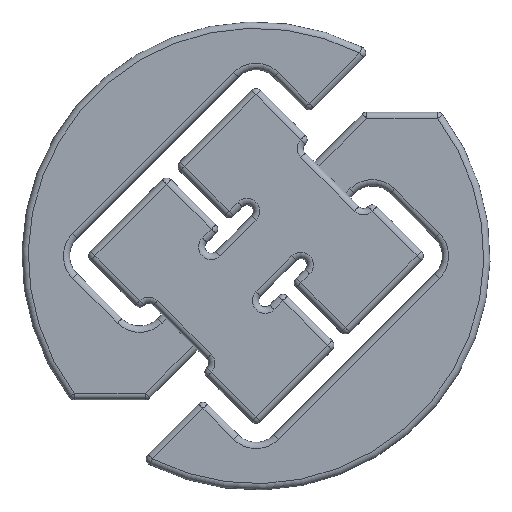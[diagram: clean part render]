
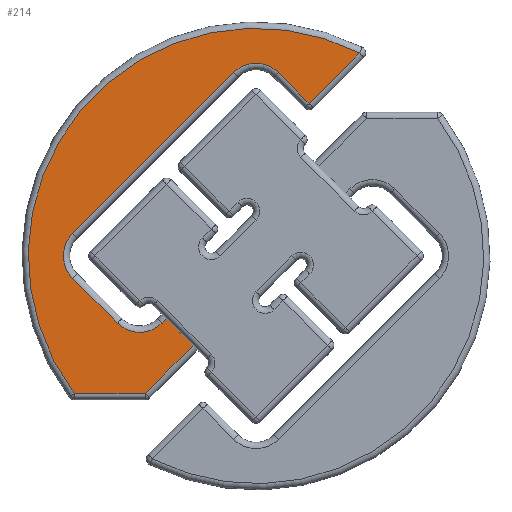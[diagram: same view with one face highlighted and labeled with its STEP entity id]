
A CAD part, top view. The second image highlights one B-rep face of the part: STEP entity #214.
In plain terms, the highlighted planar face has unit normal (0, 0, 1).
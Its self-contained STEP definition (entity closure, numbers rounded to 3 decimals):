
#62=AXIS2_PLACEMENT_3D('Circle Axis2P3D',#60,#61,$) ;
#137=AXIS2_PLACEMENT_3D('Plane Axis2P3D',#134,#135,#136) ;
#150=AXIS2_PLACEMENT_3D('Circle Axis2P3D',#148,#149,$) ;
#164=AXIS2_PLACEMENT_3D('Circle Axis2P3D',#162,#163,$) ;
#176=AXIS2_PLACEMENT_3D('Circle Axis2P3D',#174,#175,$) ;
#41=CARTESIAN_POINT('Vertex',(-8.839,72.478,20.)) ;
#57=CARTESIAN_POINT('Vertex',(8.839,72.478,20.)) ;
#60=CARTESIAN_POINT('Axis2P3D Location',(0.,63.64,20.)) ;
#81=CARTESIAN_POINT('Vertex',(-72.478,8.839,20.)) ;
#91=CARTESIAN_POINT('Line Origine',(-40.659,40.659,20.)) ;
#119=CARTESIAN_POINT('Vertex',(20.962,60.355,20.)) ;
#122=CARTESIAN_POINT('Line Origine',(40.659,40.659,20.)) ;
#134=CARTESIAN_POINT('Axis2P3D Location',(0.,0.,20.)) ;
#139=CARTESIAN_POINT('Line Origine',(-36.239,-25.633,20.)) ;
#143=CARTESIAN_POINT('Vertex',(-35.355,-24.749,20.)) ;
#145=CARTESIAN_POINT('Vertex',(-37.123,-26.517,20.)) ;
#148=CARTESIAN_POINT('Axis2P3D Location',(-45.962,-17.678,20.)) ;
#152=CARTESIAN_POINT('Vertex',(-54.801,-26.517,20.)) ;
#155=CARTESIAN_POINT('Line Origine',(-63.64,-17.678,20.)) ;
#159=CARTESIAN_POINT('Vertex',(-72.478,-8.839,20.)) ;
#162=CARTESIAN_POINT('Axis2P3D Location',(-63.64,0.,20.)) ;
#167=CARTESIAN_POINT('Line Origine',(30.89,70.283,20.)) ;
#171=CARTESIAN_POINT('Vertex',(40.818,80.211,20.)) ;
#174=CARTESIAN_POINT('Axis2P3D Location',(0.,0.,20.)) ;
#178=CARTESIAN_POINT('Vertex',(-71.759,-54.32,20.)) ;
#181=CARTESIAN_POINT('Line Origine',(-57.736,-54.32,20.)) ;
#185=CARTESIAN_POINT('Vertex',(-43.713,-54.32,20.)) ;
#188=CARTESIAN_POINT('Line Origine',(-34.231,-44.838,20.)) ;
#192=CARTESIAN_POINT('Vertex',(-24.749,-35.355,20.)) ;
#195=CARTESIAN_POINT('Line Origine',(-30.052,-30.052,20.)) ;
#61=DIRECTION('Axis2P3D Direction',(-0.,0.,1.)) ;
#92=DIRECTION('Vector Direction',(-0.707,-0.707,0.)) ;
#123=DIRECTION('Vector Direction',(0.707,-0.707,0.)) ;
#135=DIRECTION('Axis2P3D Direction',(0.,0.,1.)) ;
#136=DIRECTION('Axis2P3D XDirection',(1.,0.,0.)) ;
#140=DIRECTION('Vector Direction',(-0.707,-0.707,0.)) ;
#149=DIRECTION('Axis2P3D Direction',(0.,0.,1.)) ;
#156=DIRECTION('Vector Direction',(-0.707,0.707,0.)) ;
#163=DIRECTION('Axis2P3D Direction',(0.,0.,1.)) ;
#168=DIRECTION('Vector Direction',(-0.707,-0.707,0.)) ;
#175=DIRECTION('Axis2P3D Direction',(0.,0.,1.)) ;
#182=DIRECTION('Vector Direction',(1.,0.,0.)) ;
#189=DIRECTION('Vector Direction',(-0.707,-0.707,0.)) ;
#196=DIRECTION('Vector Direction',(0.707,-0.707,0.)) ;
#93=VECTOR('Line Direction',#92,1.) ;
#124=VECTOR('Line Direction',#123,1.) ;
#141=VECTOR('Line Direction',#140,1.) ;
#157=VECTOR('Line Direction',#156,1.) ;
#169=VECTOR('Line Direction',#168,1.) ;
#183=VECTOR('Line Direction',#182,1.) ;
#190=VECTOR('Line Direction',#189,1.) ;
#197=VECTOR('Line Direction',#196,1.) ;
#201=ORIENTED_EDGE('',*,*,#147,.T.) ;
#202=ORIENTED_EDGE('',*,*,#154,.T.) ;
#203=ORIENTED_EDGE('',*,*,#161,.T.) ;
#204=ORIENTED_EDGE('',*,*,#166,.T.) ;
#205=ORIENTED_EDGE('',*,*,#95,.T.) ;
#206=ORIENTED_EDGE('',*,*,#64,.T.) ;
#207=ORIENTED_EDGE('',*,*,#126,.T.) ;
#208=ORIENTED_EDGE('',*,*,#173,.T.) ;
#209=ORIENTED_EDGE('',*,*,#180,.T.) ;
#210=ORIENTED_EDGE('',*,*,#187,.T.) ;
#211=ORIENTED_EDGE('',*,*,#194,.T.) ;
#212=ORIENTED_EDGE('',*,*,#199,.F.) ;
#214=ADVANCED_FACE('PartBody',(#213),#138,.T.) ;
#63=CIRCLE('generated circle',#62,12.5) ;
#151=CIRCLE('generated circle',#150,12.5) ;
#165=CIRCLE('generated circle',#164,12.5) ;
#177=CIRCLE('generated circle',#176,90.) ;
#64=EDGE_CURVE('',#42,#58,#63,.F.) ;
#95=EDGE_CURVE('',#82,#42,#94,.F.) ;
#126=EDGE_CURVE('',#58,#120,#125,.T.) ;
#147=EDGE_CURVE('',#144,#146,#142,.T.) ;
#154=EDGE_CURVE('',#146,#153,#151,.F.) ;
#161=EDGE_CURVE('',#153,#160,#158,.T.) ;
#166=EDGE_CURVE('',#160,#82,#165,.F.) ;
#173=EDGE_CURVE('',#120,#172,#170,.F.) ;
#180=EDGE_CURVE('',#172,#179,#177,.T.) ;
#187=EDGE_CURVE('',#179,#186,#184,.T.) ;
#194=EDGE_CURVE('',#186,#193,#191,.F.) ;
#199=EDGE_CURVE('',#144,#193,#198,.T.) ;
#200=EDGE_LOOP('',(#201,#202,#203,#204,#205,#206,#207,#208,#209,#210,#211,#212)) ;
#213=FACE_OUTER_BOUND('',#200,.T.) ;
#94=LINE('Line',#91,#93) ;
#125=LINE('Line',#122,#124) ;
#142=LINE('Line',#139,#141) ;
#158=LINE('Line',#155,#157) ;
#170=LINE('Line',#167,#169) ;
#184=LINE('Line',#181,#183) ;
#191=LINE('Line',#188,#190) ;
#198=LINE('Line',#195,#197) ;
#138=PLANE('',#137) ;
#42=VERTEX_POINT('',#41) ;
#58=VERTEX_POINT('',#57) ;
#82=VERTEX_POINT('',#81) ;
#120=VERTEX_POINT('',#119) ;
#144=VERTEX_POINT('',#143) ;
#146=VERTEX_POINT('',#145) ;
#153=VERTEX_POINT('',#152) ;
#160=VERTEX_POINT('',#159) ;
#172=VERTEX_POINT('',#171) ;
#179=VERTEX_POINT('',#178) ;
#186=VERTEX_POINT('',#185) ;
#193=VERTEX_POINT('',#192) ;
